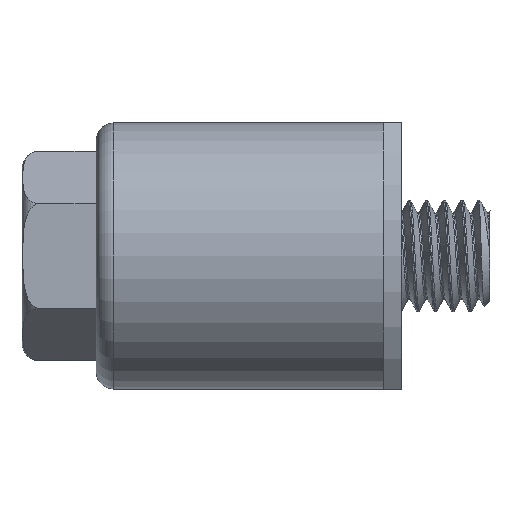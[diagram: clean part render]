
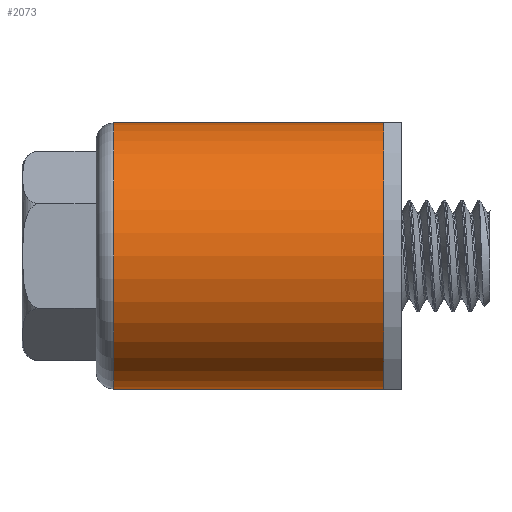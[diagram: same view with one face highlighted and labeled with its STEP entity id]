
A CAD part, left-side view. The second image highlights one B-rep face of the part: STEP entity #2073.
In plain terms, the highlighted cylindrical face has radius 9.525 mm (diameter 19.05 mm), a partial arc.
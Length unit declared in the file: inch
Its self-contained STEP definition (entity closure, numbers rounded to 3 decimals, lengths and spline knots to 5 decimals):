
#177=CYLINDRICAL_SURFACE('',#2244,0.375);
#338=FACE_OUTER_BOUND('',#489,.T.);
#489=EDGE_LOOP('',(#1698,#1699,#1700,#1701));
#627=LINE('',#7534,#752);
#631=LINE('',#7554,#756);
#752=VECTOR('',#2591,0.3937);
#756=VECTOR('',#2617,0.3937);
#814=CIRCLE('',#2235,0.375);
#818=CIRCLE('',#2243,0.375);
#966=VERTEX_POINT('',#7531);
#967=VERTEX_POINT('',#7533);
#971=VERTEX_POINT('',#7547);
#972=VERTEX_POINT('',#7553);
#1208=EDGE_CURVE('',#966,#967,#627,.T.);
#1217=EDGE_CURVE('',#967,#971,#814,.T.);
#1218=EDGE_CURVE('',#972,#971,#631,.T.);
#1226=EDGE_CURVE('',#966,#972,#818,.T.);
#1698=ORIENTED_EDGE('',*,*,#1217,.F.);
#1699=ORIENTED_EDGE('',*,*,#1208,.F.);
#1700=ORIENTED_EDGE('',*,*,#1226,.T.);
#1701=ORIENTED_EDGE('',*,*,#1218,.T.);
#2073=ADVANCED_FACE('',(#338),#177,.T.);
#2235=AXIS2_PLACEMENT_3D('',#7551,#2613,#2614);
#2243=AXIS2_PLACEMENT_3D('',#7569,#2634,#2635);
#2244=AXIS2_PLACEMENT_3D('',#7570,#2636,#2637);
#2591=DIRECTION('',(0.,1.,0.));
#2613=DIRECTION('center_axis',(0.,1.,0.));
#2614=DIRECTION('ref_axis',(-1.,0.,0.));
#2617=DIRECTION('',(0.,1.,0.));
#2634=DIRECTION('center_axis',(0.,1.,0.));
#2635=DIRECTION('ref_axis',(0.,0.,-1.));
#2636=DIRECTION('center_axis',(0.,1.,0.));
#2637=DIRECTION('ref_axis',(0.,0.,-1.));
#7531=CARTESIAN_POINT('',(-0.793,0.05,-0.375));
#7533=CARTESIAN_POINT('',(-0.793,0.81,-0.375));
#7534=CARTESIAN_POINT('',(-0.793,0.,-0.375));
#7547=CARTESIAN_POINT('',(-0.793,0.81,0.375));
#7551=CARTESIAN_POINT('Origin',(-0.793,0.81,0.));
#7553=CARTESIAN_POINT('',(-0.793,0.05,0.375));
#7554=CARTESIAN_POINT('',(-0.793,0.,0.375));
#7569=CARTESIAN_POINT('Origin',(-0.793,0.05,0.));
#7570=CARTESIAN_POINT('Origin',(-0.793,0.,0.));
